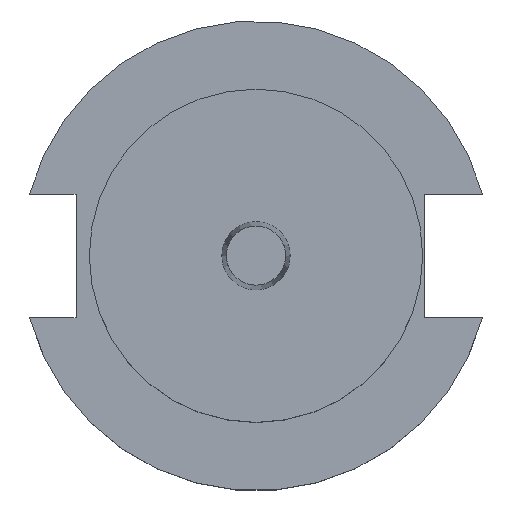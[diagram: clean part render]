
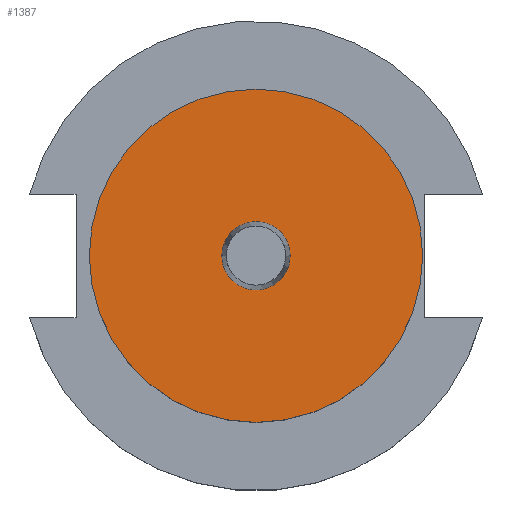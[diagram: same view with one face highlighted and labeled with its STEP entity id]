
A CAD part, top view. The second image highlights one B-rep face of the part: STEP entity #1387.
In plain terms, the highlighted planar face has unit normal (0, 0, 1).
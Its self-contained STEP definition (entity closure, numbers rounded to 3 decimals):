
#133 = DIRECTION ( 'NONE',  ( 1., 0., 0. ) ) ;
#171 = EDGE_CURVE ( 'NONE', #1080, #790, #1487, .T. ) ;
#203 = AXIS2_PLACEMENT_3D ( 'NONE', #1460, #1295, #133 ) ;
#215 = ORIENTED_EDGE ( 'NONE', *, *, #1219, .T. ) ;
#244 = FACE_BOUND ( 'NONE', #678, .T. ) ;
#259 = CIRCLE ( 'NONE', #203, 6.75 ) ;
#263 = VERTEX_POINT ( 'NONE', #1333 ) ;
#402 = PLANE ( 'NONE',  #1258 ) ;
#431 = CARTESIAN_POINT ( 'NONE',  ( -34.925, 0., 35.878 ) ) ;
#491 = DIRECTION ( 'NONE',  ( 0., 0., 1. ) ) ;
#554 = ORIENTED_EDGE ( 'NONE', *, *, #171, .T. ) ;
#621 = ORIENTED_EDGE ( 'NONE', *, *, #1043, .F. ) ;
#678 = EDGE_LOOP ( 'NONE', ( #621, #877 ) ) ;
#703 = CARTESIAN_POINT ( 'NONE',  ( 0., 0., 35.878 ) ) ;
#706 = DIRECTION ( 'NONE',  ( 1., 0., 0. ) ) ;
#738 = DIRECTION ( 'NONE',  ( 0., 0., 1. ) ) ;
#759 = AXIS2_PLACEMENT_3D ( 'NONE', #703, #832, #948 ) ;
#779 = CARTESIAN_POINT ( 'NONE',  ( -6.75, 0., 35.878 ) ) ;
#790 = VERTEX_POINT ( 'NONE', #836 ) ;
#807 = EDGE_LOOP ( 'NONE', ( #215, #554 ) ) ;
#832 = DIRECTION ( 'NONE',  ( 0., 0., 1. ) ) ;
#836 = CARTESIAN_POINT ( 'NONE',  ( 34.925, 0., 35.878 ) ) ;
#877 = ORIENTED_EDGE ( 'NONE', *, *, #1314, .F. ) ;
#878 = CARTESIAN_POINT ( 'NONE',  ( 0., 34.925, 35.878 ) ) ;
#948 = DIRECTION ( 'NONE',  ( 1., 0., 0. ) ) ;
#1029 = AXIS2_PLACEMENT_3D ( 'NONE', #1591, #1195, #706 ) ;
#1043 = EDGE_CURVE ( 'NONE', #263, #1509, #259, .T. ) ;
#1080 = VERTEX_POINT ( 'NONE', #431 ) ;
#1096 = CIRCLE ( 'NONE', #1029, 34.925 ) ;
#1195 = DIRECTION ( 'NONE',  ( 0., 0., 1. ) ) ;
#1219 = EDGE_CURVE ( 'NONE', #790, #1080, #1096, .T. ) ;
#1229 = CARTESIAN_POINT ( 'NONE',  ( 0., 0., 35.878 ) ) ;
#1258 = AXIS2_PLACEMENT_3D ( 'NONE', #878, #738, #1506 ) ;
#1295 = DIRECTION ( 'NONE',  ( 0., 0., 1. ) ) ;
#1314 = EDGE_CURVE ( 'NONE', #1509, #263, #1422, .T. ) ;
#1333 = CARTESIAN_POINT ( 'NONE',  ( 6.75, 0., 35.878 ) ) ;
#1363 = DIRECTION ( 'NONE',  ( 1., 0., 0. ) ) ;
#1387 = ADVANCED_FACE ( 'NONE', ( #1483, #244 ), #402, .T. ) ;
#1422 = CIRCLE ( 'NONE', #1452, 6.75 ) ;
#1452 = AXIS2_PLACEMENT_3D ( 'NONE', #1229, #491, #1363 ) ;
#1460 = CARTESIAN_POINT ( 'NONE',  ( 0., 0., 35.878 ) ) ;
#1483 = FACE_OUTER_BOUND ( 'NONE', #807, .T. ) ;
#1487 = CIRCLE ( 'NONE', #759, 34.925 ) ;
#1506 = DIRECTION ( 'NONE',  ( 1., 0., 0. ) ) ;
#1509 = VERTEX_POINT ( 'NONE', #779 ) ;
#1591 = CARTESIAN_POINT ( 'NONE',  ( 0., 0., 35.878 ) ) ;
